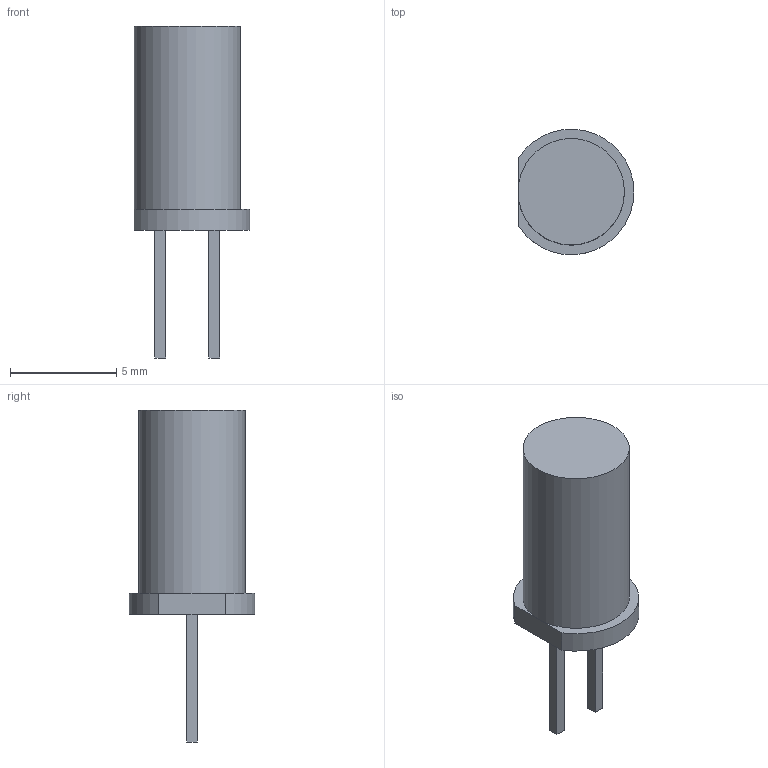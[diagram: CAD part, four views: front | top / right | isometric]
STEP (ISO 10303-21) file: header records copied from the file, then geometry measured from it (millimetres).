
FILE_DESCRIPTION(('FreeCAD Model'),'2;1');
FILE_NAME('Open CASCADE Shape Model','2023-03-30T17:22:54',( 'kicad StepUp'),('ksu MCAD'),'Open CASCADE STEP processor 7.6', 'FreeCAD','Unknown');
FILE_SCHEMA(('AUTOMOTIVE_DESIGN { 1 0 10303 214 1 1 1 1 }'));
Length unit declared in the file: millimetre
Products named in the file (4): LED_Cylindrical_Diffuse_D5x9.6mm; Glass Zylindrical 5mm; Pin One MKIII; Pin Two MKIII
Assembly tree (3 placements, depth 2):
  LED_Cylindrical_Diffuse_D5x9.6mm
    Glass Zylindrical 5mm
    Pin One MKIII
    Pin Two MKIII
Bounding box: 5.45 x 5.9 x 15.6 mm (x, y, z)
Volume: 201.5 mm3; surface area: 255.2 mm2
Topology: 3 solids, 3 shells, 31 faces, 70 edges, 46 vertices
Faces by surface type: plane 24, cylinder 4, cone 3
Full cylindrical faces by diameter (mm): 5 x1
Entity records: 957 total; most frequent: DIRECTION 152, CARTESIAN_POINT 151, ORIENTED_EDGE 140, EDGE_CURVE 70, LINE 58, VECTOR 58, AXIS2_PLACEMENT_3D 47, VERTEX_POINT 46
